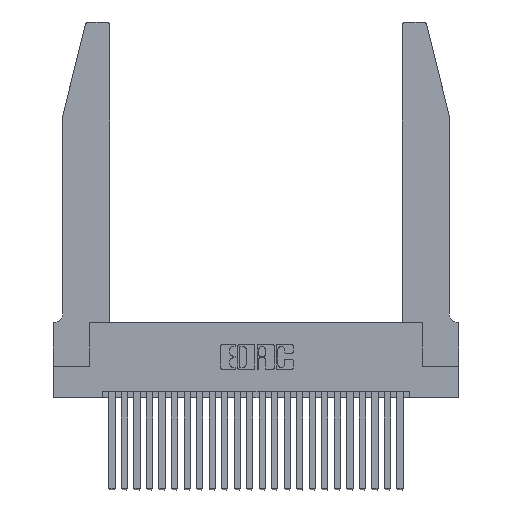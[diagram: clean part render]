
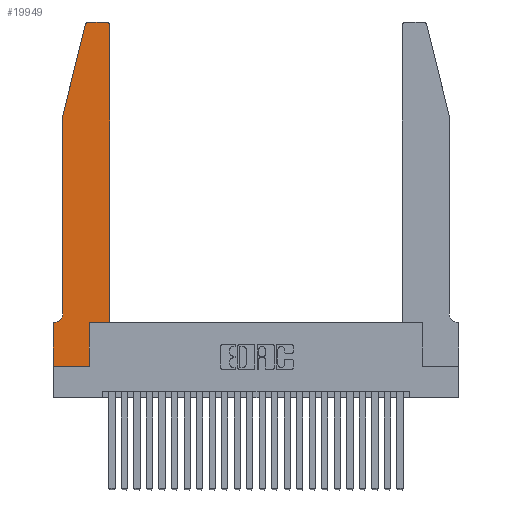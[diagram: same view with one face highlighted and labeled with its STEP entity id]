
A CAD part, top view. The second image highlights one B-rep face of the part: STEP entity #19949.
In plain terms, the highlighted planar face has unit normal (0, 0, 1).
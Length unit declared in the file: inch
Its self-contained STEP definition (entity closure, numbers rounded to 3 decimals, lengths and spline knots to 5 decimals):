
#392 = EDGE_CURVE ( 'NONE', #8566, #3532, #22797, .T. ) ;
#742 = DIRECTION ( 'NONE',  ( 1., 0., 0. ) ) ;
#821 = DIRECTION ( 'NONE',  ( -1., 0., 0. ) ) ;
#919 = CARTESIAN_POINT ( 'NONE',  ( 0.2865, 0.35, 0.37 ) ) ;
#1343 = VERTEX_POINT ( 'NONE', #12636 ) ;
#1368 = AXIS2_PLACEMENT_3D ( 'NONE', #7028, #20805, #9096 ) ;
#1582 = DIRECTION ( 'NONE',  ( -1., 0., 0. ) ) ;
#2241 = ORIENTED_EDGE ( 'NONE', *, *, #19371, .T. ) ;
#2360 = EDGE_CURVE ( 'NONE', #9837, #6139, #8975, .T. ) ;
#2599 = ORIENTED_EDGE ( 'NONE', *, *, #11152, .T. ) ;
#2905 = CARTESIAN_POINT ( 'NONE',  ( 0.4505, 0.35, 0.37 ) ) ;
#2924 = EDGE_CURVE ( 'NONE', #23574, #3605, #22090, .T. ) ;
#3081 = DIRECTION ( 'NONE',  ( 0., 1., 0. ) ) ;
#3493 = VECTOR ( 'NONE', #742, 39.37008 ) ;
#3505 = VECTOR ( 'NONE', #821, 39.37008 ) ;
#3532 = VERTEX_POINT ( 'NONE', #18008 ) ;
#3568 = CARTESIAN_POINT ( 'NONE',  ( 0.0755, 2., 0.37 ) ) ;
#3605 = VERTEX_POINT ( 'NONE', #6300 ) ;
#3618 = CARTESIAN_POINT ( 'NONE',  ( 0.2605, 2.75, 0.37 ) ) ;
#3733 = CIRCLE ( 'NONE', #14634, 0.03 ) ;
#3734 = EDGE_CURVE ( 'NONE', #1343, #6885, #17142, .T. ) ;
#3835 = DIRECTION ( 'NONE',  ( 0., -1., 0. ) ) ;
#4417 = CARTESIAN_POINT ( 'NONE',  ( 0.2865, 0., 0.37 ) ) ;
#4451 = CARTESIAN_POINT ( 'NONE',  ( 0.284, 2.72, 0.37 ) ) ;
#4528 = ORIENTED_EDGE ( 'NONE', *, *, #10839, .T. ) ;
#4670 = CARTESIAN_POINT ( 'NONE',  ( 0., 0.35, 0.37 ) ) ;
#5018 = CARTESIAN_POINT ( 'NONE',  ( 0.0755, 0.35, 0.37 ) ) ;
#5132 = ORIENTED_EDGE ( 'NONE', *, *, #10041, .T. ) ;
#5660 = LINE ( 'NONE', #10778, #15676 ) ;
#5917 = EDGE_CURVE ( 'NONE', #8304, #16395, #11553, .T. ) ;
#6139 = VERTEX_POINT ( 'NONE', #6192 ) ;
#6192 = CARTESIAN_POINT ( 'NONE',  ( 0.4505, 2.72, 0.37 ) ) ;
#6300 = CARTESIAN_POINT ( 'NONE',  ( 0., 0., 0.37 ) ) ;
#6496 = DIRECTION ( 'NONE',  ( 1., 0., 0. ) ) ;
#6885 = VERTEX_POINT ( 'NONE', #10268 ) ;
#7028 = CARTESIAN_POINT ( 'NONE',  ( 0.0055, 0.42, 0.37 ) ) ;
#7636 = PLANE ( 'NONE',  #16538 ) ;
#7889 = ORIENTED_EDGE ( 'NONE', *, *, #2360, .T. ) ;
#8304 = VERTEX_POINT ( 'NONE', #4417 ) ;
#8343 = VECTOR ( 'NONE', #15549, 39.37008 ) ;
#8544 = ORIENTED_EDGE ( 'NONE', *, *, #23949, .T. ) ;
#8566 = VERTEX_POINT ( 'NONE', #19222 ) ;
#8975 = LINE ( 'NONE', #23847, #8343 ) ;
#9096 = DIRECTION ( 'NONE',  ( -1., 0., 0. ) ) ;
#9837 = VERTEX_POINT ( 'NONE', #10130 ) ;
#9918 = CARTESIAN_POINT ( 'NONE',  ( 0.4205, 2.72, 0.37 ) ) ;
#10041 = EDGE_CURVE ( 'NONE', #6885, #23574, #24523, .T. ) ;
#10130 = CARTESIAN_POINT ( 'NONE',  ( 0.4505, 0.35, 0.37 ) ) ;
#10268 = CARTESIAN_POINT ( 'NONE',  ( 0.0055, 0.35, 0.37 ) ) ;
#10778 = CARTESIAN_POINT ( 'NONE',  ( 0.0755, 2., 0.37 ) ) ;
#10839 = EDGE_CURVE ( 'NONE', #12615, #1343, #21771, .T. ) ;
#10930 = VECTOR ( 'NONE', #3081, 39.37008 ) ;
#11152 = EDGE_CURVE ( 'NONE', #18424, #12615, #5660, .T. ) ;
#11432 = VECTOR ( 'NONE', #16215, 39.37008 ) ;
#11517 = CARTESIAN_POINT ( 'NONE',  ( 0.25487, 2.72718, 0.37 ) ) ;
#11553 = LINE ( 'NONE', #919, #10930 ) ;
#11678 = DIRECTION ( 'NONE',  ( 1., 0., 0. ) ) ;
#11752 = DIRECTION ( 'NONE',  ( 0., -1., 0. ) ) ;
#11754 = VECTOR ( 'NONE', #3835, 39.37008 ) ;
#11821 = ORIENTED_EDGE ( 'NONE', *, *, #392, .T. ) ;
#11939 = DIRECTION ( 'NONE',  ( 1., 0., 0. ) ) ;
#11981 = ORIENTED_EDGE ( 'NONE', *, *, #5917, .T. ) ;
#12301 = CARTESIAN_POINT ( 'NONE',  ( 0., 0., 0.37 ) ) ;
#12615 = VERTEX_POINT ( 'NONE', #19378 ) ;
#12636 = CARTESIAN_POINT ( 'NONE',  ( 0.0755, 0.42, 0.37 ) ) ;
#12780 = DIRECTION ( 'NONE',  ( -0.239, -0.971, 0. ) ) ;
#13207 = ORIENTED_EDGE ( 'NONE', *, *, #17714, .T. ) ;
#13369 = ORIENTED_EDGE ( 'NONE', *, *, #3734, .T. ) ;
#14208 = LINE ( 'NONE', #2905, #3493 ) ;
#14634 = AXIS2_PLACEMENT_3D ( 'NONE', #9918, #23559, #11939 ) ;
#15549 = DIRECTION ( 'NONE',  ( 0., 1., 0. ) ) ;
#15676 = VECTOR ( 'NONE', #12780, 39.37008 ) ;
#16215 = DIRECTION ( 'NONE',  ( 1., 0., 0. ) ) ;
#16395 = VERTEX_POINT ( 'NONE', #24826 ) ;
#16538 = AXIS2_PLACEMENT_3D ( 'NONE', #21372, #23307, #11678 ) ;
#16541 = ORIENTED_EDGE ( 'NONE', *, *, #18126, .T. ) ;
#16619 = VECTOR ( 'NONE', #11752, 39.37008 ) ;
#17142 = CIRCLE ( 'NONE', #1368, 0.07 ) ;
#17714 = EDGE_CURVE ( 'NONE', #16395, #9837, #14208, .T. ) ;
#18008 = CARTESIAN_POINT ( 'NONE',  ( 0.284, 2.75, 0.37 ) ) ;
#18126 = EDGE_CURVE ( 'NONE', #3605, #8304, #20568, .T. ) ;
#18357 = DIRECTION ( 'NONE',  ( 0., 0., 1. ) ) ;
#18424 = VERTEX_POINT ( 'NONE', #11517 ) ;
#19222 = CARTESIAN_POINT ( 'NONE',  ( 0.4205, 2.75, 0.37 ) ) ;
#19371 = EDGE_CURVE ( 'NONE', #3532, #18424, #22910, .T. ) ;
#19378 = CARTESIAN_POINT ( 'NONE',  ( 0.0755, 2., 0.37 ) ) ;
#19719 = CARTESIAN_POINT ( 'NONE',  ( 0., 0., 0.37 ) ) ;
#19949 = ADVANCED_FACE ( 'NONE', ( #21078 ), #7636, .T. ) ;
#20487 = ORIENTED_EDGE ( 'NONE', *, *, #2924, .T. ) ;
#20568 = LINE ( 'NONE', #12301, #11432 ) ;
#20805 = DIRECTION ( 'NONE',  ( 0., 0., -1. ) ) ;
#21078 = FACE_OUTER_BOUND ( 'NONE', #23509, .T. ) ;
#21372 = CARTESIAN_POINT ( 'NONE',  ( 0., 0.35, 0.37 ) ) ;
#21395 = AXIS2_PLACEMENT_3D ( 'NONE', #4451, #18357, #6496 ) ;
#21771 = LINE ( 'NONE', #3568, #16619 ) ;
#22090 = LINE ( 'NONE', #19719, #11754 ) ;
#22198 = VECTOR ( 'NONE', #1582, 39.37008 ) ;
#22797 = LINE ( 'NONE', #3618, #22198 ) ;
#22910 = CIRCLE ( 'NONE', #21395, 0.03 ) ;
#23307 = DIRECTION ( 'NONE',  ( 0., 0., 1. ) ) ;
#23509 = EDGE_LOOP ( 'NONE', ( #11821, #2241, #2599, #4528, #13369, #5132, #20487, #16541, #11981, #13207, #7889, #8544 ) ) ;
#23559 = DIRECTION ( 'NONE',  ( 0., 0., 1. ) ) ;
#23574 = VERTEX_POINT ( 'NONE', #4670 ) ;
#23847 = CARTESIAN_POINT ( 'NONE',  ( 0.4505, 0.35, 0.37 ) ) ;
#23949 = EDGE_CURVE ( 'NONE', #6139, #8566, #3733, .T. ) ;
#24523 = LINE ( 'NONE', #5018, #3505 ) ;
#24826 = CARTESIAN_POINT ( 'NONE',  ( 0.2865, 0.35, 0.37 ) ) ;
